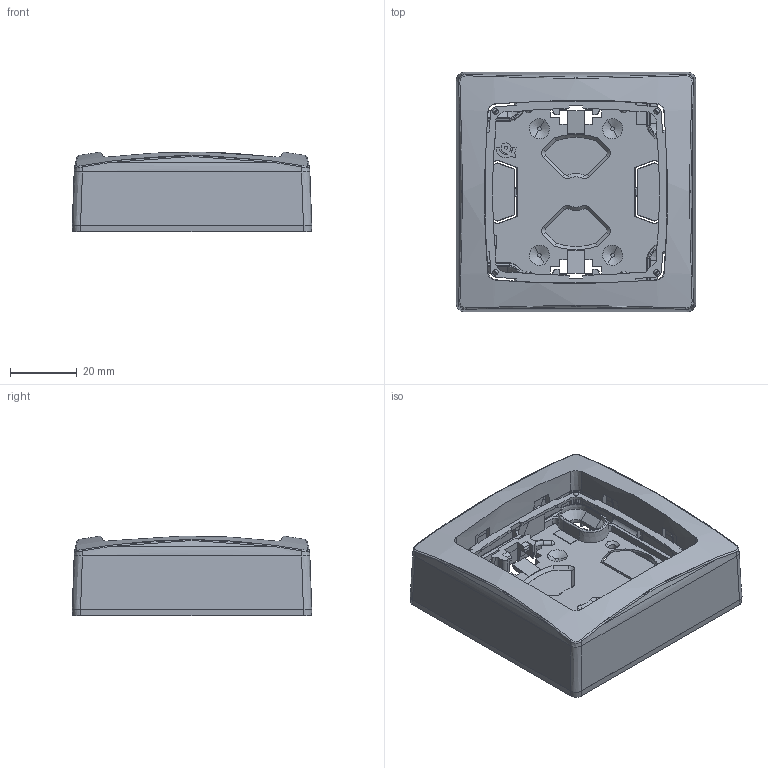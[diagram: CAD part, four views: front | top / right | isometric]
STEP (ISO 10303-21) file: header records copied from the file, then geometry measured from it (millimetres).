
FILE_DESCRIPTION(('CATIA V5 STEP Exchange','CAx-IF Rec.Pracs.--- Model Styling and Organization---1.5--- 2016-08-15','CAx-IF Rec.Pracs.---Supplemental Geometry---1.0---2011-11-01','CAx-IF Rec.Pracs.--- Composite Materials ---1.1---2010-07-15'),'2;1');
FILE_NAME('086091.stp','2023-01-25T10:04:03+00:00',('none'),('none'),'CATIA Version 5-6 Release 2020 SP3','CATIA V5 STEP AP214 v2','none');
FILE_SCHEMA(('AUTOMOTIVE_DESIGN { 1 0 10303 214 1 1 1 1 }'));
Products named in the file (3): Product1; 0072J70; 0020178
Assembly tree (2 placements, depth 2):
  Product1
    0072J70
    0020178
Bounding box: 72 x 72 x 23.98 mm (x, y, z)
Volume: 24603.3 mm3; surface area: 33462.2 mm2
Topology: 2 solids, 2 shells, 1429 faces, 3949 edges, 2500 vertices
Faces by surface type: plane 882, cylinder 233, cone 145, bspline 83, sphere 46, extrusion 28, torus 12
Entity records: 49001 total; most frequent: CARTESIAN_POINT 16976, ORIENTED_EDGE 7806, DIRECTION 4628, EDGE_CURVE 3903, VERTEX_POINT 2500, VECTOR 2190, LINE 2162, EDGE_LOOP 1509
